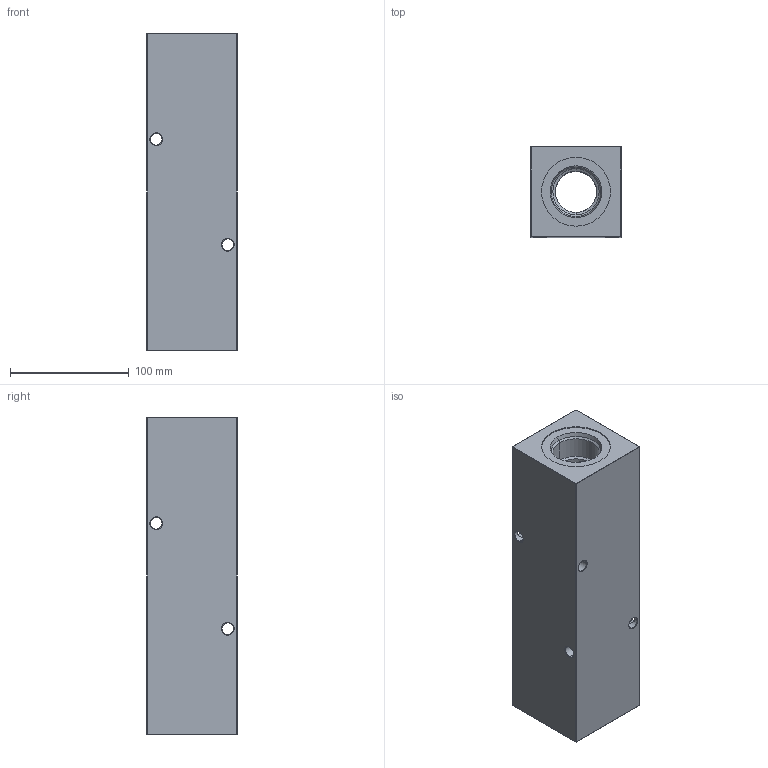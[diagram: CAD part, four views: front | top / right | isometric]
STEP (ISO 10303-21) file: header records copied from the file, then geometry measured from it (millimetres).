
FILE_DESCRIPTION (( 'STEP AP203' ), '1' );
FILE_NAME ('HM-3-0-S-20-20.STEP', '2020-10-28T13:01:10', ( '' ), ( '' ), 'SwSTEP 2.0', 'SolidWorks 2019', '' );
FILE_SCHEMA (( 'CONFIG_CONTROL_DESIGN' ));
Length unit declared in the file: inch
Products named in the file (1): HM-3-0-S-20-20
Bounding box: 76.2 x 76.2 x 266.7 mm (x, y, z)
Volume: 1165952.9 mm3; surface area: 130511 mm2
Topology: 1 solids, 1 shells, 540 faces, 1411 edges, 916 vertices
Faces by surface type: plane 232, bspline 212, cone 49, cylinder 47
Entity records: 27302 total; most frequent: CARTESIAN_POINT 15424, ORIENTED_EDGE 2822, DIRECTION 1713, EDGE_CURVE 1411, VERTEX_POINT 916, LINE 815, VECTOR 815, EDGE_LOOP 603
